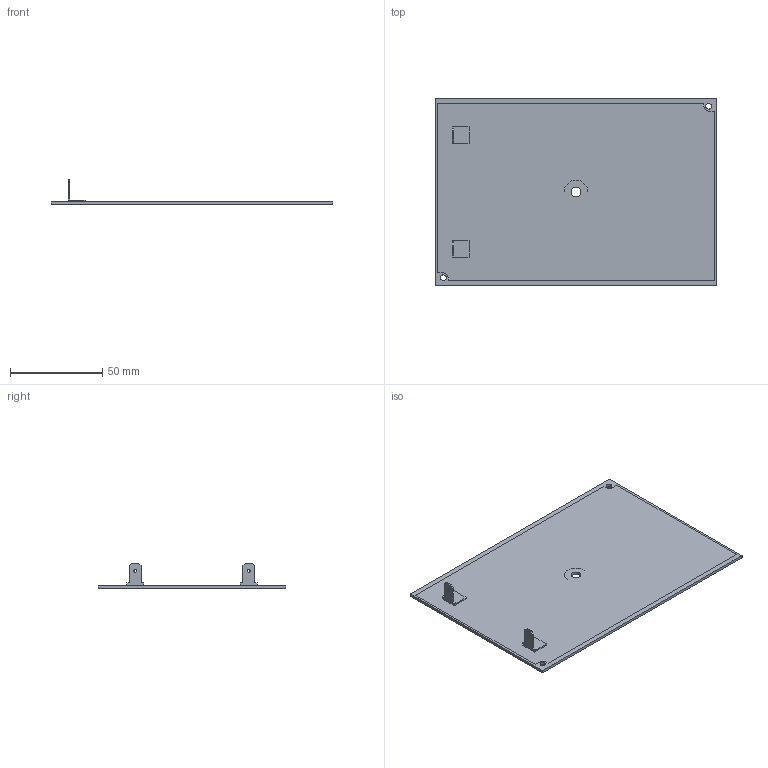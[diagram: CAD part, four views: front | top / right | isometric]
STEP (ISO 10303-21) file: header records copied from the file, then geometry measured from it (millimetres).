
FILE_DESCRIPTION (( 'STEP AP203' ), '1' );
FILE_NAME ('WDBR7-T (Tags).STEP', '2018-10-15T11:22:07', ( '' ), ( '' ), 'SwSTEP 2.0', 'SolidWorks 2015', '' );
FILE_SCHEMA (( 'CONFIG_CONTROL_DESIGN' ));
Length unit declared in the file: millimetre
Products named in the file (1): WDBR7-T (Tags)
Bounding box: 152.4 x 101.6 x 13.5 mm (x, y, z)
Volume: 23418 mm3; surface area: 32088.5 mm2
Topology: 1 solids, 1 shells, 60 faces, 162 edges, 108 vertices
Faces by surface type: plane 42, cylinder 18
Entity records: 1979 total; most frequent: CARTESIAN_POINT 331, ORIENTED_EDGE 324, DIRECTION 320, EDGE_CURVE 162, LINE 126, VECTOR 126, VERTEX_POINT 108, AXIS2_PLACEMENT_3D 97
